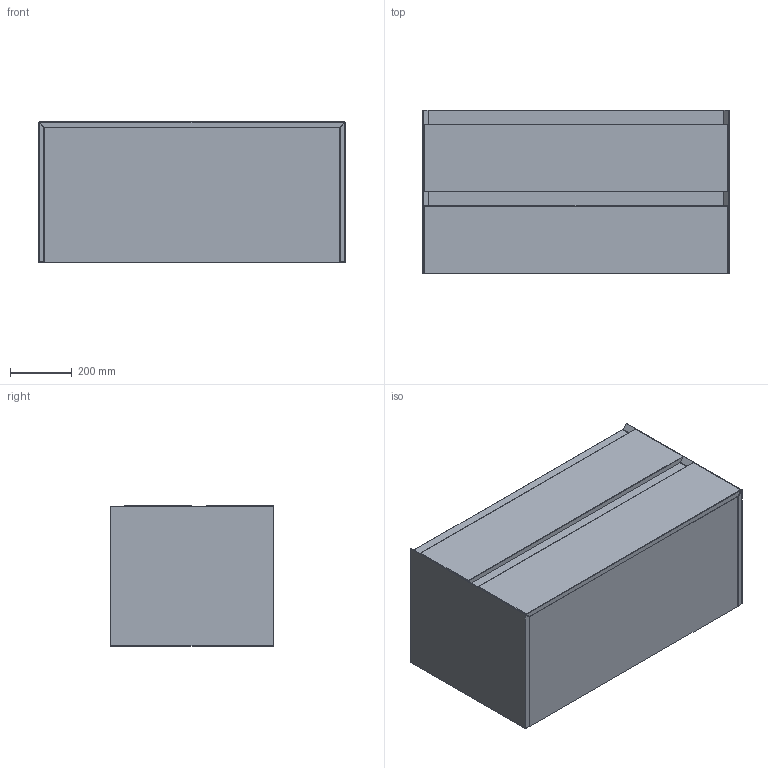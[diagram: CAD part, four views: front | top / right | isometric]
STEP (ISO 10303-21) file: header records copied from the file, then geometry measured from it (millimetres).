
FILE_DESCRIPTION (( 'STEP AP214' ), '1' );
FILE_NAME ('UNI100W2_STEP_V11022.STEP', '2022-10-21T09:38:00', ( '' ), ( '' ), 'SwSTEP 2.0', 'SolidWorks 2019', '' );
FILE_SCHEMA (( 'AUTOMOTIVE_DESIGN' ));
Length unit declared in the file: millimetre
Products named in the file (4): Drawers_v10722_100cm Bottom Drawer; Drawers_v10722_100 Top Drawer; UNI100W2_STEP_V11022; Carcass_v10722_100 2D
Assembly tree (3 placements, depth 2):
  UNI100W2_STEP_V11022
    Carcass_v10722_100 2D
    Drawers_v10722_100cm Bottom Drawer
    Drawers_v10722_100 Top Drawer
Bounding box: 995 x 530 x 455 mm (x, y, z)
Volume: 45657643.2 mm3; surface area: 5788942.4 mm2
Topology: 18 solids, 18 shells, 186 faces, 414 edges, 248 vertices
Faces by surface type: plane 130, cylinder 40, sphere 16
Entity records: 5203 total; most frequent: CARTESIAN_POINT 862, DIRECTION 842, ORIENTED_EDGE 796, EDGE_CURVE 398, VECTOR 322, LINE 322, AXIS2_PLACEMENT_3D 260, VERTEX_POINT 248
